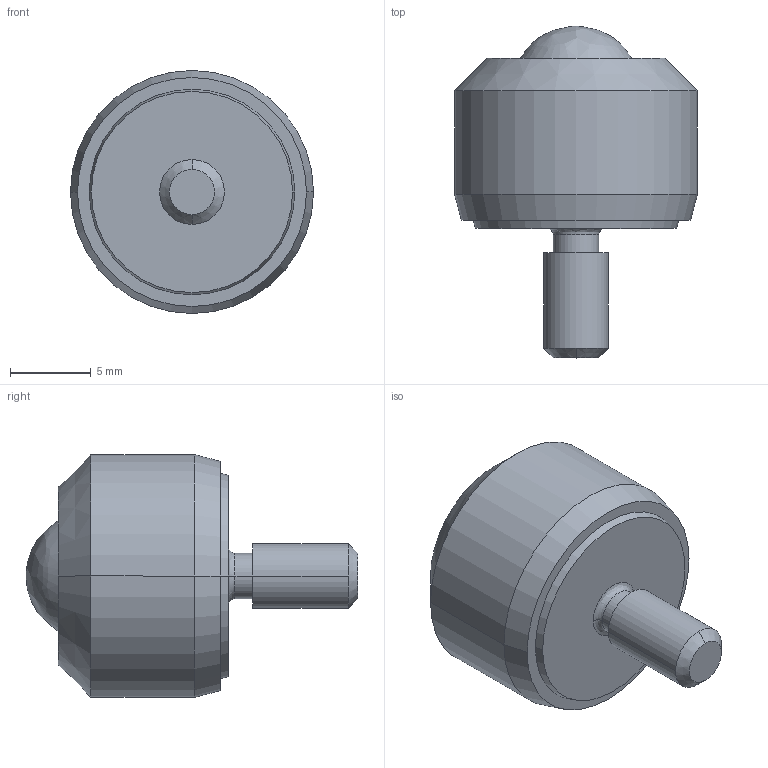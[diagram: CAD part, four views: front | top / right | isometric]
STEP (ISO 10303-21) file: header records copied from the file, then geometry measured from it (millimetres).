
FILE_DESCRIPTION (( 'STEP AP214' ), '1' );
FILE_NAME ('0026947.step', '2022-07-05T10:32:54', ( '' ), ( '' ), 'SwSTEP 2.0', 'SolidWorks 2020', '' );
FILE_SCHEMA (( 'AUTOMOTIVE_DESIGN' ));
Length unit declared in the file: millimetre
Products named in the file (1): 0026947
Bounding box: 15 x 20.5 x 15 mm (x, y, z)
Volume: 1858.1 mm3; surface area: 874.1 mm2
Topology: 1 solids, 1 shells, 22 faces, 44 edges, 28 vertices
Faces by surface type: cone 8, cylinder 6, plane 5, bspline 3
Entity records: 781 total; most frequent: CARTESIAN_POINT 280, DIRECTION 106, ORIENTED_EDGE 88, AXIS2_PLACEMENT_3D 46, EDGE_CURVE 44, VERTEX_POINT 28, CIRCLE 26, EDGE_LOOP 26
